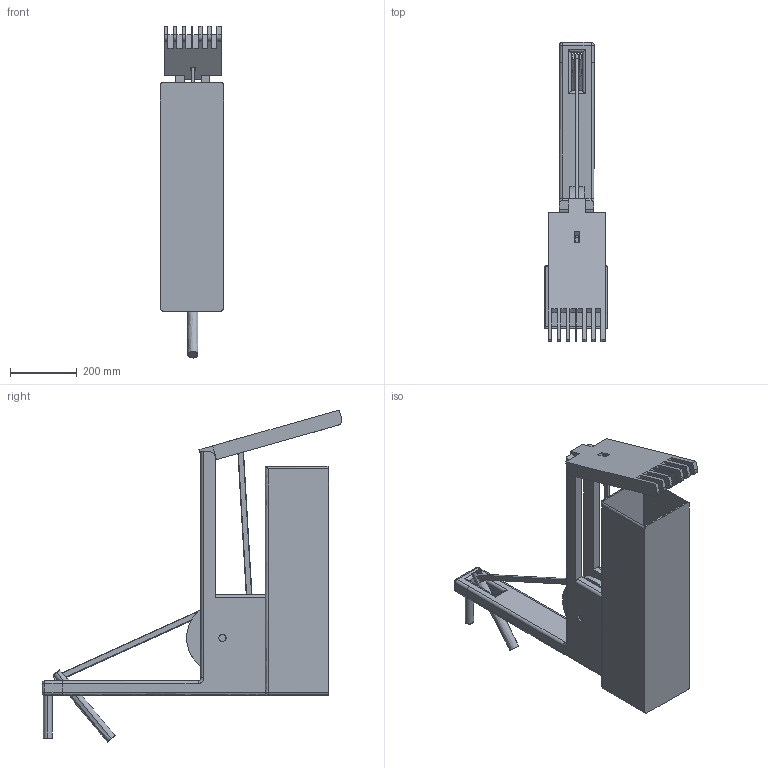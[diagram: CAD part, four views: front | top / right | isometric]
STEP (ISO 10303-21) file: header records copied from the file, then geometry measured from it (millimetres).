
FILE_DESCRIPTION(('FreeCAD Model'),'2;1');
FILE_NAME('Open CASCADE Shape Model','2025-05-09T18:07:08',('FreeCAD'),( 'FreeCAD'),'Open CASCADE STEP processor 7.6','FreeCAD','Unknown');
FILE_SCHEMA(('AUTOMOTIVE_DESIGN { 1 0 10303 214 1 1 1 1 }'));
Length unit declared in the file: millimetre
Products named in the file (1): Open CASCADE STEP translator 7.6 1
Bounding box: 190.09 x 901.87 x 998.42 mm (x, y, z)
Volume: 26900448.2 mm3; surface area: 1770057.7 mm2
Topology: 6 solids, 6 shells, 197 faces, 508 edges, 316 vertices
Faces by surface type: bspline 197
Entity records: 10514 total; most frequent: CARTESIAN_POINT 7504, ORIENTED_EDGE 1000, EDGE_CURVE 500, B_SPLINE_CURVE_WITH_KNOTS 421, VERTEX_POINT 316, FACE_BOUND 228, EDGE_LOOP 228, ADVANCED_FACE 197
